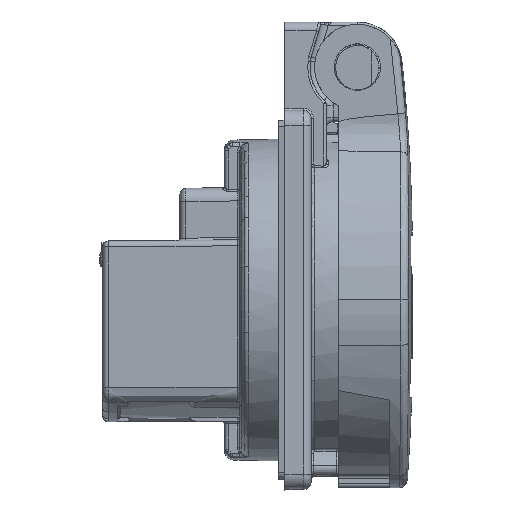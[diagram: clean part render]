
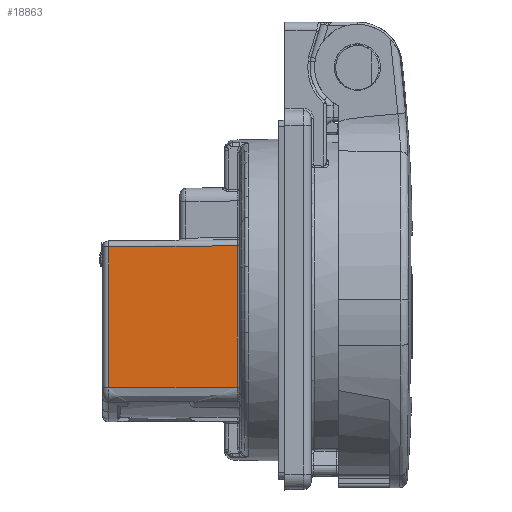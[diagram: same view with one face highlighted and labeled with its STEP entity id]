
A CAD part, top view. The second image highlights one B-rep face of the part: STEP entity #18863.
In plain terms, the highlighted planar face has unit normal (-0.009, 0, 1).
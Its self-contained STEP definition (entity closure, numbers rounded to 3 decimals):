
#1411 = VERTEX_POINT ( 'NONE', #41384 ) ;
#1818 = CARTESIAN_POINT ( 'NONE',  ( -29.975, -11.672, 15.748 ) ) ;
#4362 = VECTOR ( 'NONE', #17169, 1000. ) ;
#5843 = ORIENTED_EDGE ( 'NONE', *, *, #32230, .T. ) ;
#5873 = EDGE_CURVE ( 'NONE', #21069, #12030, #16773, .T. ) ;
#6490 = PLANE ( 'NONE',  #12357 ) ;
#6702 = DIRECTION ( 'NONE',  ( -1., 0., -0.009 ) ) ;
#7598 = ORIENTED_EDGE ( 'NONE', *, *, #40301, .T. ) ;
#8415 = CARTESIAN_POINT ( 'NONE',  ( -18.547, 7.197, 15.847 ) ) ;
#9336 = ORIENTED_EDGE ( 'NONE', *, *, #5873, .T. ) ;
#10173 = VECTOR ( 'NONE', #12655, 1000. ) ;
#10249 = CARTESIAN_POINT ( 'NONE',  ( -35.707, 0., 15.698 ) ) ;
#11515 = CARTESIAN_POINT ( 'NONE',  ( -18.547, -11.621, 15.847 ) ) ;
#11954 = CARTESIAN_POINT ( 'NONE',  ( -24.256, -11.646, 15.798 ) ) ;
#12030 = VERTEX_POINT ( 'NONE', #8415 ) ;
#12357 = AXIS2_PLACEMENT_3D ( 'NONE', #36384, #19691, #6702 ) ;
#12655 = DIRECTION ( 'NONE',  ( 0., 1., 0. ) ) ;
#14555 = CARTESIAN_POINT ( 'NONE',  ( -35.707, -11.698, 15.698 ) ) ;
#16117 = CARTESIAN_POINT ( 'NONE',  ( -18.547, 0., 15.847 ) ) ;
#16353 = ORIENTED_EDGE ( 'NONE', *, *, #26440, .T. ) ;
#16773 = LINE ( 'NONE', #16117, #10173 ) ;
#16788 = LINE ( 'NONE', #23275, #35332 ) ;
#17169 = DIRECTION ( 'NONE',  ( 0., -1., 0. ) ) ;
#18863 = ADVANCED_FACE ( 'NONE', ( #29653 ), #6490, .T. ) ;
#19340 = CARTESIAN_POINT ( 'NONE',  ( -35.707, 7.048, 15.698 ) ) ;
#19691 = DIRECTION ( 'NONE',  ( -0.009, 0., 1. ) ) ;
#20499 = EDGE_LOOP ( 'NONE', ( #16353, #9336, #7598, #5843 ) ) ;
#21069 = VERTEX_POINT ( 'NONE', #31448 ) ;
#23275 = CARTESIAN_POINT ( 'NONE',  ( -18.313, 7.199, 15.849 ) ) ;
#26440 = EDGE_CURVE ( 'NONE', #1411, #21069, #40230, .T. ) ;
#29653 = FACE_OUTER_BOUND ( 'NONE', #20499, .T. ) ;
#30013 = DIRECTION ( 'NONE',  ( -1., -0.009, -0.009 ) ) ;
#31448 = CARTESIAN_POINT ( 'NONE',  ( -18.547, -11.621, 15.847 ) ) ;
#32230 = EDGE_CURVE ( 'NONE', #36107, #1411, #39920, .T. ) ;
#35332 = VECTOR ( 'NONE', #30013, 1000. ) ;
#36107 = VERTEX_POINT ( 'NONE', #19340 ) ;
#36384 = CARTESIAN_POINT ( 'NONE',  ( -18.25, 0., 15.85 ) ) ;
#39920 = LINE ( 'NONE', #10249, #4362 ) ;
#40230 =( BOUNDED_CURVE ( )  B_SPLINE_CURVE ( 3, ( #14555, #1818, #11954, #11515 ),
 .UNSPECIFIED., .F., .F. ) 
 B_SPLINE_CURVE_WITH_KNOTS ( ( 4, 4 ),
 ( 5.183, 5.191 ),
 .UNSPECIFIED. ) 
 CURVE ( )  GEOMETRIC_REPRESENTATION_ITEM ( )  RATIONAL_B_SPLINE_CURVE ( ( 1., 1., 1., 1. ) ) 
 REPRESENTATION_ITEM ( '' )  );
#40301 = EDGE_CURVE ( 'NONE', #12030, #36107, #16788, .T. ) ;
#41384 = CARTESIAN_POINT ( 'NONE',  ( -35.707, -11.698, 15.698 ) ) ;
